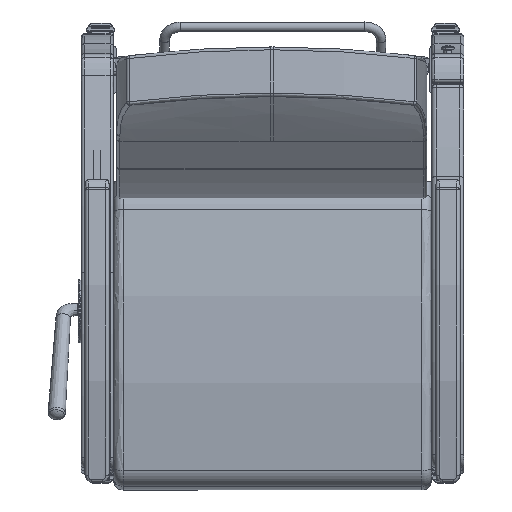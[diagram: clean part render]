
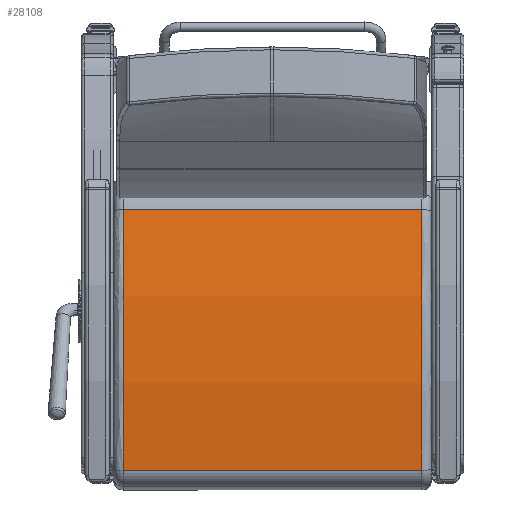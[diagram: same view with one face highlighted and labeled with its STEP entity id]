
A CAD part, front view. The second image highlights one B-rep face of the part: STEP entity #28108.
In plain terms, the highlighted free-form (B-spline) face has degree [1, 2] with [2, 3] control points.
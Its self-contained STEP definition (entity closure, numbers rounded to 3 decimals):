
#1220=(
BOUNDED_SURFACE()
B_SPLINE_SURFACE(1,2,((#42737,#42738,#42739),(#42740,#42741,#42742)),
 .UNSPECIFIED.,.F.,.F.,.F.)
B_SPLINE_SURFACE_WITH_KNOTS((2,2),(3,3),(-0.193,0.193),
(1.362,1.699),.UNSPECIFIED.)
GEOMETRIC_REPRESENTATION_ITEM()
RATIONAL_B_SPLINE_SURFACE(((1.,0.986,1.),(1.,0.986,
1.)))
REPRESENTATION_ITEM('')
SURFACE()
);
#1763=ELLIPSE('',#30222,60.054,60.);
#1773=ELLIPSE('',#30250,60.054,60.);
#3017=FACE_OUTER_BOUND('',#4644,.T.);
#4644=EDGE_LOOP('',(#19615,#19616,#19617,#19618));
#6573=LINE('',#42735,#8676);
#6574=LINE('',#42744,#8677);
#8676=VECTOR('',#33740,0.394);
#8677=VECTOR('',#33743,0.394);
#12349=VERTEX_POINT('',#42527);
#12350=VERTEX_POINT('',#42528);
#12375=VERTEX_POINT('',#42734);
#12376=VERTEX_POINT('',#42743);
#15278=EDGE_CURVE('',#12349,#12350,#1763,.T.);
#15316=EDGE_CURVE('',#12350,#12375,#6573,.T.);
#15318=EDGE_CURVE('',#12349,#12376,#6574,.T.);
#15319=EDGE_CURVE('',#12375,#12376,#1773,.T.);
#19615=ORIENTED_EDGE('',*,*,#15278,.F.);
#19616=ORIENTED_EDGE('',*,*,#15318,.T.);
#19617=ORIENTED_EDGE('',*,*,#15319,.F.);
#19618=ORIENTED_EDGE('',*,*,#15316,.F.);
#28108=ADVANCED_FACE('',(#3017),#1220,.F.);
#30222=AXIS2_PLACEMENT_3D('',#42529,#33672,#33673);
#30250=AXIS2_PLACEMENT_3D('',#42745,#33744,#33745);
#33672=DIRECTION('center_axis',(0.,0.,-1.));
#33673=DIRECTION('ref_axis',(1.,0.,0.));
#33740=DIRECTION('',(0.,0.,1.));
#33743=DIRECTION('',(0.,0.,1.));
#33744=DIRECTION('center_axis',(0.,0.,1.));
#33745=DIRECTION('ref_axis',(1.,0.,0.));
#42527=CARTESIAN_POINT('',(-10.045,1.256,-11.563));
#42528=CARTESIAN_POINT('',(10.111,0.445,-11.563));
#42529=CARTESIAN_POINT('Origin',(-2.35,-58.249,-11.563));
#42734=CARTESIAN_POINT('',(10.111,0.445,11.563));
#42735=CARTESIAN_POINT('',(10.111,0.445,0.));
#42737=CARTESIAN_POINT('Ctrl Pts',(10.111,0.445,-11.563));
#42738=CARTESIAN_POINT('Ctrl Pts',(0.103,2.566,-11.563));
#42739=CARTESIAN_POINT('Ctrl Pts',(-10.045,1.256,-11.563));
#42740=CARTESIAN_POINT('Ctrl Pts',(10.111,0.445,11.563));
#42741=CARTESIAN_POINT('Ctrl Pts',(0.103,2.566,11.563));
#42742=CARTESIAN_POINT('Ctrl Pts',(-10.045,1.256,11.563));
#42743=CARTESIAN_POINT('',(-10.045,1.256,11.563));
#42744=CARTESIAN_POINT('',(-10.045,1.256,0.));
#42745=CARTESIAN_POINT('Origin',(-2.35,-58.249,11.563));
